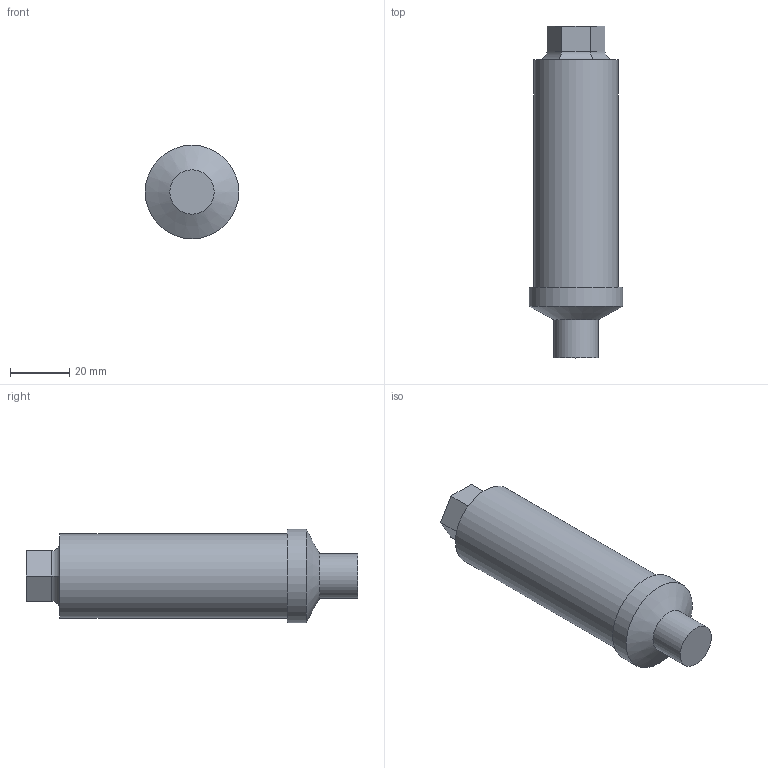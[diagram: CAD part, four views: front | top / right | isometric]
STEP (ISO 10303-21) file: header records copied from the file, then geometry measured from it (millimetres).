
FILE_DESCRIPTION(/* description */ (''),/* implementation_level */ '2;1');
FILE_NAME(/* name */ 'Aerotech_G74_Motor v5.step',/* time_stamp */ '2023-09-28T23:16:37-04:00',/* author */ (''),/* organization */ (''),/* preprocessor_version */ 'ST-DEVELOPER v20',/* originating_system */ 'Autodesk Translation Framework v12.14.0.127',/* authorisation */ '');
FILE_SCHEMA (('AUTOMOTIVE_DESIGN { 1 0 10303 214 3 1 1 }'));
Length unit declared in the file: millimetre
Products named in the file (1): Aerotech_G74_Motor
Bounding box: 31.7 x 112.5 x 31.7 mm (x, y, z)
Volume: 59875.6 mm3; surface area: 10939.6 mm2
Topology: 1 solids, 1 shells, 27 faces, 58 edges, 36 vertices
Faces by surface type: plane 17, cylinder 9, cone 1
Full cylindrical faces by diameter (mm): 15 x1, 28.5 x1, 31.7 x1
Entity records: 760 total; most frequent: DIRECTION 126, CARTESIAN_POINT 122, ORIENTED_EDGE 116, EDGE_CURVE 58, LINE 46, VECTOR 46, AXIS2_PLACEMENT_3D 40, VERTEX_POINT 36
